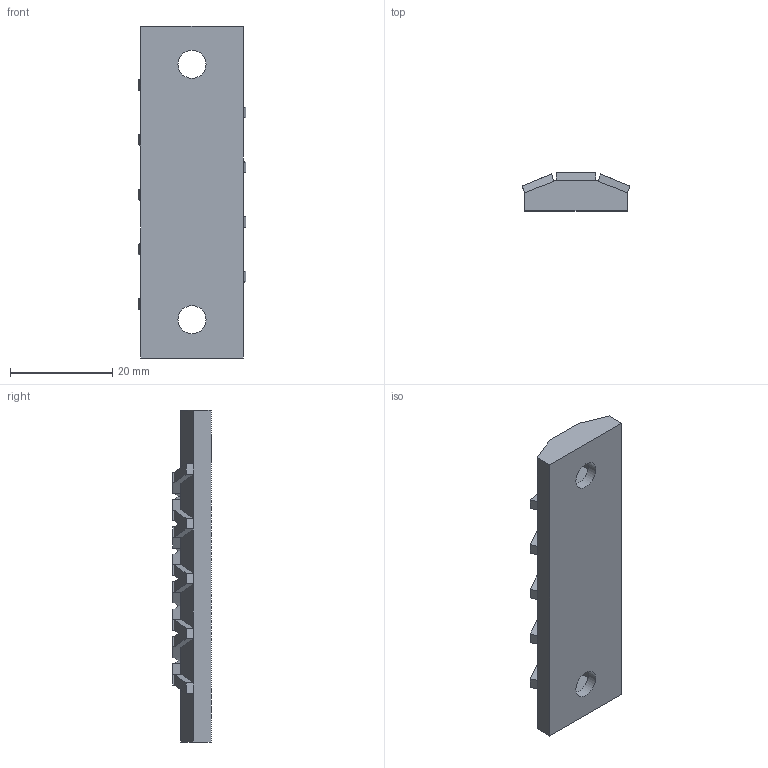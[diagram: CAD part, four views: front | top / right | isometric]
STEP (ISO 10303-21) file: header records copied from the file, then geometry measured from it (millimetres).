
FILE_DESCRIPTION(/* description */ (''),/* implementation_level */ '2;1');
FILE_NAME(/* name */ 'Treads.step',/* time_stamp */ '2025-08-08T09:31:25+10:00',/* author */ (''),/* organization */ (''),/* preprocessor_version */ 'ST-DEVELOPER v20.1',/* originating_system */ 'Autodesk Translation Framework v14.10.0.0',/* authorisation */ '');
FILE_SCHEMA (('AUTOMOTIVE_DESIGN { 1 0 10303 214 3 1 1 }'));
Length unit declared in the file: millimetre
Products named in the file (1): FusionComponent
Bounding box: 21.14 x 7.5 x 65 mm (x, y, z)
Volume: 6699.8 mm3; surface area: 4071.4 mm2
Topology: 1 solids, 1 shells, 142 faces, 370 edges, 230 vertices
Faces by surface type: plane 140, cylinder 2
Full cylindrical faces by diameter (mm): 5.5 x2
Entity records: 4239 total; most frequent: CARTESIAN_POINT 743, ORIENTED_EDGE 740, DIRECTION 660, EDGE_CURVE 370, LINE 366, VECTOR 366, VERTEX_POINT 230, AXIS2_PLACEMENT_3D 147
